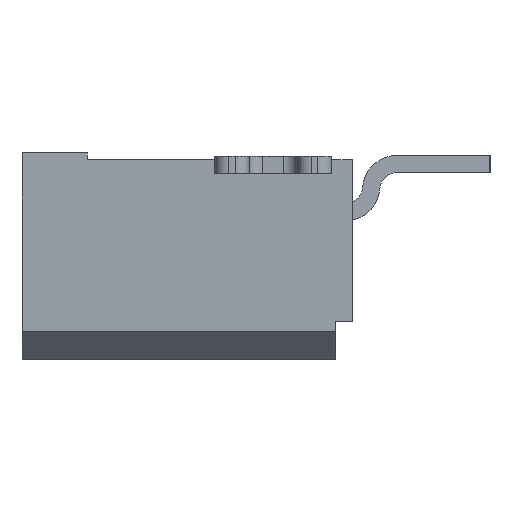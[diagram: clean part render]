
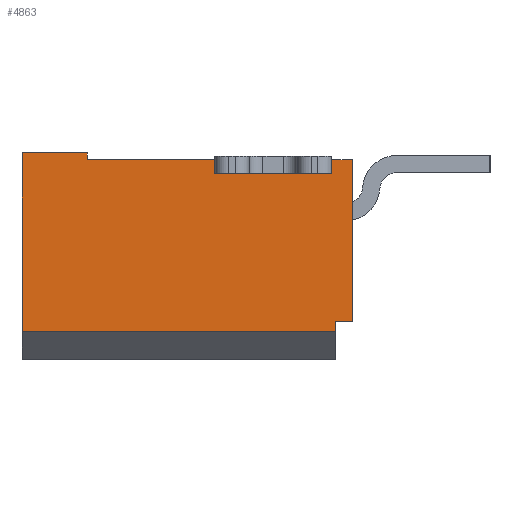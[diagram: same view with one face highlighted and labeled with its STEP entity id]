
A CAD part, left-side view. The second image highlights one B-rep face of the part: STEP entity #4863.
In plain terms, the highlighted planar face has unit normal (-1, 0, 0).
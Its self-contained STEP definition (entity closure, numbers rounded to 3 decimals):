
#214 = ORIENTED_EDGE ( 'NONE', *, *, #16972, .T. ) ;
#839 = DIRECTION ( 'NONE',  ( 0., 1., 0. ) ) ;
#1128 = VERTEX_POINT ( 'NONE', #11737 ) ;
#1139 = VECTOR ( 'NONE', #19310, 1000. ) ;
#1232 = FACE_OUTER_BOUND ( 'NONE', #7226, .T. ) ;
#1292 = CARTESIAN_POINT ( 'NONE',  ( -16.9, 0., -2.6 ) ) ;
#2962 = CARTESIAN_POINT ( 'NONE',  ( -16.9, -2.8, -0.3 ) ) ;
#3341 = CARTESIAN_POINT ( 'NONE',  ( -16.9, -4.55, -2.45 ) ) ;
#3365 = ORIENTED_EDGE ( 'NONE', *, *, #14722, .T. ) ;
#3572 = CARTESIAN_POINT ( 'NONE',  ( -16.9, -4.55, -2.45 ) ) ;
#3726 = EDGE_CURVE ( 'NONE', #7891, #13153, #6053, .T. ) ;
#3753 = ORIENTED_EDGE ( 'NONE', *, *, #24377, .F. ) ;
#3955 = PLANE ( 'NONE',  #5585 ) ;
#4726 = CARTESIAN_POINT ( 'NONE',  ( -16.9, -0.95, -0.1 ) ) ;
#4863 = ADVANCED_FACE ( 'NONE', ( #1232 ), #3955, .F. ) ;
#5000 = DIRECTION ( 'NONE',  ( 0., 1., 0. ) ) ;
#5168 = DIRECTION ( 'NONE',  ( 0., 0., -1. ) ) ;
#5585 = AXIS2_PLACEMENT_3D ( 'NONE', #16121, #28394, #25653 ) ;
#5776 = LINE ( 'NONE', #8053, #31960 ) ;
#6053 = LINE ( 'NONE', #23073, #26954 ) ;
#6222 = EDGE_CURVE ( 'NONE', #24283, #1128, #10685, .T. ) ;
#6463 = VECTOR ( 'NONE', #20592, 1000. ) ;
#7226 = EDGE_LOOP ( 'NONE', ( #3365, #12972, #3753, #214, #17494, #28408, #10858, #25022, #19762, #27700, #25656, #28071 ) ) ;
#7798 = EDGE_CURVE ( 'NONE', #11710, #12117, #25233, .T. ) ;
#7802 = CARTESIAN_POINT ( 'NONE',  ( -16.9, -4.5, -0.3 ) ) ;
#7840 = VERTEX_POINT ( 'NONE', #18436 ) ;
#7891 = VERTEX_POINT ( 'NONE', #30731 ) ;
#8053 = CARTESIAN_POINT ( 'NONE',  ( -16.9, 0., -2.6 ) ) ;
#8120 = LINE ( 'NONE', #7802, #18725 ) ;
#8161 = VERTEX_POINT ( 'NONE', #20204 ) ;
#8438 = CARTESIAN_POINT ( 'NONE',  ( -16.9, 0., -2.6 ) ) ;
#9430 = LINE ( 'NONE', #4726, #1139 ) ;
#9758 = VERTEX_POINT ( 'NONE', #18216 ) ;
#10265 = VERTEX_POINT ( 'NONE', #1292 ) ;
#10685 = LINE ( 'NONE', #3572, #19099 ) ;
#10858 = ORIENTED_EDGE ( 'NONE', *, *, #21249, .F. ) ;
#11545 = DIRECTION ( 'NONE',  ( 0., 0., 1. ) ) ;
#11710 = VERTEX_POINT ( 'NONE', #29634 ) ;
#11737 = CARTESIAN_POINT ( 'NONE',  ( -16.9, -4.8, -2.45 ) ) ;
#11911 = DIRECTION ( 'NONE',  ( 0., 0., -1. ) ) ;
#12117 = VERTEX_POINT ( 'NONE', #25644 ) ;
#12417 = VECTOR ( 'NONE', #28037, 1000. ) ;
#12689 = LINE ( 'NONE', #2962, #12417 ) ;
#12746 = VERTEX_POINT ( 'NONE', #23624 ) ;
#12948 = CARTESIAN_POINT ( 'NONE',  ( -16.9, -0.95, 0. ) ) ;
#12972 = ORIENTED_EDGE ( 'NONE', *, *, #7798, .T. ) ;
#13097 = CARTESIAN_POINT ( 'NONE',  ( -16.9, -4.5, -0.1 ) ) ;
#13141 = DIRECTION ( 'NONE',  ( 0., -1., 0. ) ) ;
#13153 = VERTEX_POINT ( 'NONE', #13097 ) ;
#14722 = EDGE_CURVE ( 'NONE', #8161, #11710, #28535, .T. ) ;
#14922 = VECTOR ( 'NONE', #11911, 1000. ) ;
#15537 = EDGE_CURVE ( 'NONE', #24283, #9758, #31333, .T. ) ;
#15631 = DIRECTION ( 'NONE',  ( 0., 0., 1. ) ) ;
#16121 = CARTESIAN_POINT ( 'NONE',  ( -16.9, -2.4, -1.3 ) ) ;
#16972 = EDGE_CURVE ( 'NONE', #10265, #9758, #20753, .T. ) ;
#17494 = ORIENTED_EDGE ( 'NONE', *, *, #15537, .F. ) ;
#18216 = CARTESIAN_POINT ( 'NONE',  ( -16.9, -4.55, -2.6 ) ) ;
#18436 = CARTESIAN_POINT ( 'NONE',  ( -16.9, -4.8, -0.1 ) ) ;
#18725 = VECTOR ( 'NONE', #20281, 1000. ) ;
#19099 = VECTOR ( 'NONE', #13141, 1000. ) ;
#19169 = CARTESIAN_POINT ( 'NONE',  ( -16.9, -0.95, -0.1 ) ) ;
#19310 = DIRECTION ( 'NONE',  ( 0., -1., 0. ) ) ;
#19762 = ORIENTED_EDGE ( 'NONE', *, *, #3726, .F. ) ;
#19766 = EDGE_CURVE ( 'NONE', #7840, #13153, #27856, .T. ) ;
#19920 = CARTESIAN_POINT ( 'NONE',  ( -16.9, -4.8, -0.1 ) ) ;
#20204 = CARTESIAN_POINT ( 'NONE',  ( -16.9, -0.95, -0.1 ) ) ;
#20281 = DIRECTION ( 'NONE',  ( 0., 1., 0. ) ) ;
#20592 = DIRECTION ( 'NONE',  ( 0., -1., 0. ) ) ;
#20753 = LINE ( 'NONE', #8438, #6463 ) ;
#21060 = VECTOR ( 'NONE', #5168, 1000. ) ;
#21249 = EDGE_CURVE ( 'NONE', #7840, #1128, #27335, .T. ) ;
#21495 = VECTOR ( 'NONE', #839, 1000. ) ;
#23073 = CARTESIAN_POINT ( 'NONE',  ( -16.9, -4.5, -0.3 ) ) ;
#23102 = DIRECTION ( 'NONE',  ( 0., 0., 1. ) ) ;
#23624 = CARTESIAN_POINT ( 'NONE',  ( -16.9, -2.8, -0.3 ) ) ;
#23778 = CARTESIAN_POINT ( 'NONE',  ( -16.9, -2.8, -0.1 ) ) ;
#24283 = VERTEX_POINT ( 'NONE', #3341 ) ;
#24377 = EDGE_CURVE ( 'NONE', #10265, #12117, #5776, .T. ) ;
#24786 = VECTOR ( 'NONE', #11545, 1000. ) ;
#25022 = ORIENTED_EDGE ( 'NONE', *, *, #19766, .T. ) ;
#25119 = CARTESIAN_POINT ( 'NONE',  ( -16.9, -4.8, -0.1 ) ) ;
#25233 = LINE ( 'NONE', #12948, #31058 ) ;
#25644 = CARTESIAN_POINT ( 'NONE',  ( -16.9, 0., 0. ) ) ;
#25653 = DIRECTION ( 'NONE',  ( 0., 1., 0. ) ) ;
#25656 = ORIENTED_EDGE ( 'NONE', *, *, #26300, .T. ) ;
#25665 = VERTEX_POINT ( 'NONE', #23778 ) ;
#26300 = EDGE_CURVE ( 'NONE', #12746, #25665, #12689, .T. ) ;
#26954 = VECTOR ( 'NONE', #15631, 1000. ) ;
#27335 = LINE ( 'NONE', #19920, #21060 ) ;
#27700 = ORIENTED_EDGE ( 'NONE', *, *, #30090, .T. ) ;
#27856 = LINE ( 'NONE', #25119, #21495 ) ;
#28037 = DIRECTION ( 'NONE',  ( 0., 0., 1. ) ) ;
#28071 = ORIENTED_EDGE ( 'NONE', *, *, #30072, .F. ) ;
#28394 = DIRECTION ( 'NONE',  ( 1., 0., 0. ) ) ;
#28408 = ORIENTED_EDGE ( 'NONE', *, *, #6222, .T. ) ;
#28535 = LINE ( 'NONE', #19169, #24786 ) ;
#29062 = CARTESIAN_POINT ( 'NONE',  ( -16.9, -4.55, -2.45 ) ) ;
#29634 = CARTESIAN_POINT ( 'NONE',  ( -16.9, -0.95, 0. ) ) ;
#30072 = EDGE_CURVE ( 'NONE', #8161, #25665, #9430, .T. ) ;
#30090 = EDGE_CURVE ( 'NONE', #7891, #12746, #8120, .T. ) ;
#30731 = CARTESIAN_POINT ( 'NONE',  ( -16.9, -4.5, -0.3 ) ) ;
#31058 = VECTOR ( 'NONE', #5000, 1000. ) ;
#31333 = LINE ( 'NONE', #29062, #14922 ) ;
#31960 = VECTOR ( 'NONE', #23102, 1000. ) ;
